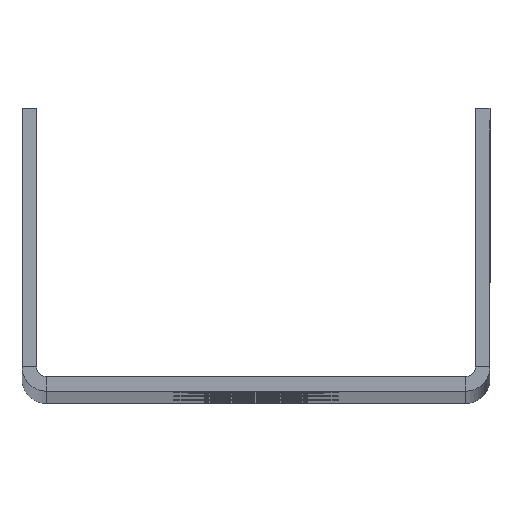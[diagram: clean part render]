
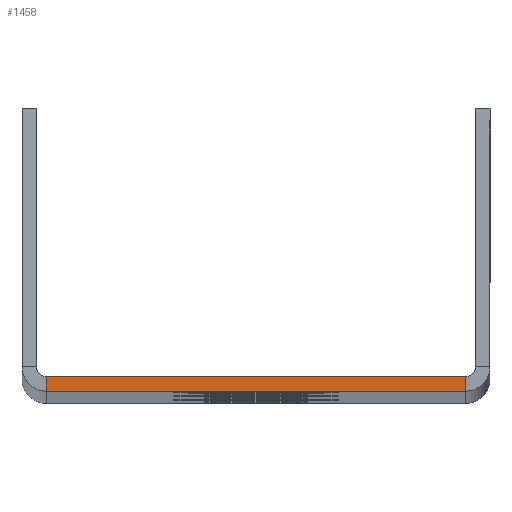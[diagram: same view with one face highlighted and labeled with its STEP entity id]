
A CAD part, top view. The second image highlights one B-rep face of the part: STEP entity #1458.
In plain terms, the highlighted planar face has unit normal (0, 0, 1).
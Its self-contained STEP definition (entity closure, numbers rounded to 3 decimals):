
#308 = DIRECTION ( 'NONE',  ( 0., 1., 0. ) ) ;
#312 = CARTESIAN_POINT ( 'NONE',  ( 24., 0., 720. ) ) ;
#313 = CARTESIAN_POINT ( 'NONE',  ( 21.5, 0., 720. ) ) ;
#318 = DIRECTION ( 'NONE',  ( -1., 0., 0. ) ) ;
#319 = CARTESIAN_POINT ( 'NONE',  ( -21.5, 1.5, 720. ) ) ;
#320 = DIRECTION ( 'NONE',  ( 0., -1., 0. ) ) ;
#321 = CARTESIAN_POINT ( 'NONE',  ( 21.5, 1.5, 720. ) ) ;
#322 = DIRECTION ( 'NONE',  ( 1., 0., 0. ) ) ;
#1180 = DIRECTION ( 'NONE',  ( 1., 0., 0. ) ) ;
#1181 = DIRECTION ( 'NONE',  ( 0., 0., 1. ) ) ;
#1184 = PLANE ( 'NONE',  #5230 ) ;
#1196 = CARTESIAN_POINT ( 'NONE',  ( 24., 29., 720. ) ) ;
#1458 = ADVANCED_FACE ( 'NONE', ( #3670 ), #1184, .T. ) ;
#1930 = LINE ( 'NONE', #313, #1933 ) ;
#1931 = LINE ( 'NONE', #312, #1935 ) ;
#1933 = VECTOR ( 'NONE', #308, 1000. ) ;
#1934 = LINE ( 'NONE', #319, #1937 ) ;
#1935 = VECTOR ( 'NONE', #318, 1000. ) ;
#1936 = LINE ( 'NONE', #321, #1939 ) ;
#1937 = VECTOR ( 'NONE', #320, 1000. ) ;
#1939 = VECTOR ( 'NONE', #322, 1000. ) ;
#2500 = EDGE_CURVE ( 'NONE', #4932, #4918, #1930, .T. ) ;
#2501 = EDGE_CURVE ( 'NONE', #4932, #4903, #1931, .T. ) ;
#2502 = EDGE_CURVE ( 'NONE', #4951, #4903, #1934, .T. ) ;
#2503 = EDGE_CURVE ( 'NONE', #4951, #4918, #1936, .T. ) ;
#2813 = CARTESIAN_POINT ( 'NONE',  ( -21.5, 0., 720. ) ) ;
#2828 = CARTESIAN_POINT ( 'NONE',  ( 21.5, 1.5, 720. ) ) ;
#2842 = CARTESIAN_POINT ( 'NONE',  ( 21.5, 0., 720. ) ) ;
#2861 = CARTESIAN_POINT ( 'NONE',  ( -21.5, 1.5, 720. ) ) ;
#3670 = FACE_OUTER_BOUND ( 'NONE', #4603, .T. ) ;
#4603 = EDGE_LOOP ( 'NONE', ( #5055, #5054, #5053, #5052 ) ) ;
#4903 = VERTEX_POINT ( 'NONE', #2813 ) ;
#4918 = VERTEX_POINT ( 'NONE', #2828 ) ;
#4932 = VERTEX_POINT ( 'NONE', #2842 ) ;
#4951 = VERTEX_POINT ( 'NONE', #2861 ) ;
#5052 = ORIENTED_EDGE ( 'NONE', *, *, #2500, .T. ) ;
#5053 = ORIENTED_EDGE ( 'NONE', *, *, #2501, .F. ) ;
#5054 = ORIENTED_EDGE ( 'NONE', *, *, #2502, .T. ) ;
#5055 = ORIENTED_EDGE ( 'NONE', *, *, #2503, .F. ) ;
#5230 = AXIS2_PLACEMENT_3D ( 'NONE', #1196, #1181, #1180 ) ;
